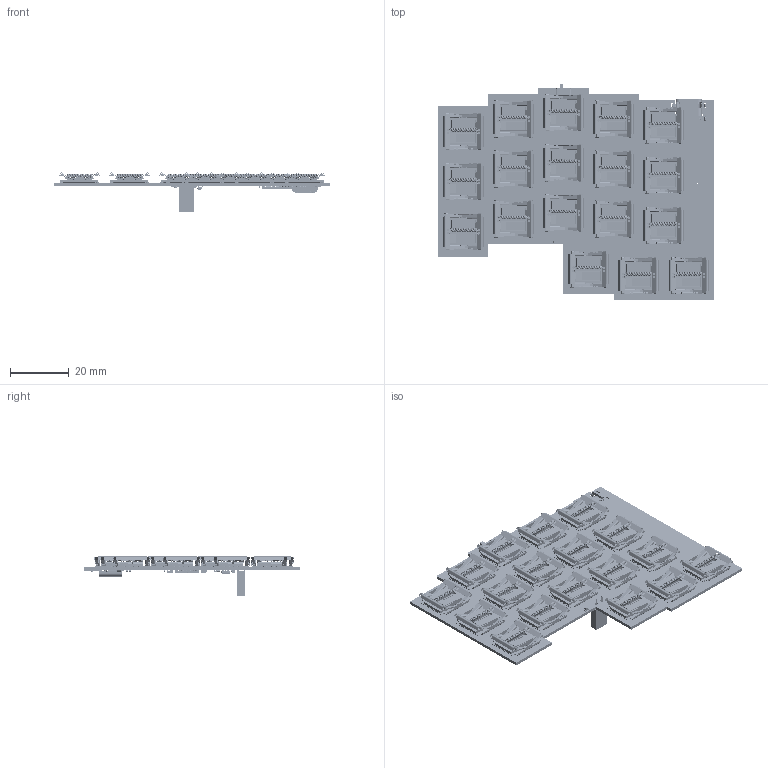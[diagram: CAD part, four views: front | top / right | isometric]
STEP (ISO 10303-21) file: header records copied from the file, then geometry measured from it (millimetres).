
FILE_DESCRIPTION(('KiCad electronic assembly'),'2;1');
FILE_NAME('left.step','2025-07-06T10:02:01',('Pcbnew'),('Kicad'), 'Open CASCADE STEP processor 7.9','KiCad to STEP converter','Unknown' );
FILE_SCHEMA(('AUTOMOTIVE_DESIGN { 1 0 10303 214 1 1 1 1 }'));
Length unit declared in the file: millimetre
Products named in the file (27): left 1; SW_MX6C-K3NB; Component1; Component2; Component3; Component4; Component5; SOLID; D_SOD-123; LED_0603_1608Metric; C_0603_1608Metric; SW-SMD_MSK12CO2; C_0402_1005Metric; PinSocket_1x02_P2.54mm_Vertical; Nordic_AQFN-73-1EP_7x7mm_P0.5mm; R_0402_1005Metric; L_0402_1005Metric; Crystal_SMD_3215-2Pin_3.2x1.5mm; L_0603_1608Metric; CON_TYPE-C-31-M-14; Shroud; Plastic Body & Connector; SOT-23; leptosis-left_PCB
Assembly tree (95 placements, depth 3):
  left 1
    SW_MX6C-K3NB  x18
      Component1
      Component2
      Component3
      Component4
      Component5
      SOLID
    D_SOD-123  x18
    LED_0603_1608Metric
    C_0603_1608Metric  x8
    SW-SMD_MSK12CO2
      SOLID
      SOLID
      SOLID
    C_0402_1005Metric  x15
    PinSocket_1x02_P2.54mm_Vertical
    Nordic_AQFN-73-1EP_7x7mm_P0.5mm
    R_0402_1005Metric  x12
    L_0402_1005Metric  x2
    Crystal_SMD_3215-2Pin_3.2x1.5mm
    L_0603_1608Metric  x2
    CON_TYPE-C-31-M-14
      Shroud
      Plastic Body & Connector
    SOT-23
    leptosis-left_PCB
Bounding box: 93.5 x 73.63 x 13.25 mm (x, y, z)
Volume: 7971.9 mm3; surface area: 28286.5 mm2
Topology: 212 solids, 212 shells, 13770 faces, 35140 edges, 21969 vertices
Faces by surface type: plane 9548, cylinder 3399, bspline 723, cone 64, torus 36
Full cylindrical faces by diameter (mm): 0.25 x73, 0.3 x1, 0.5 x1, 0.6 x2, 0.65 x2, 1 x2, 1.05 x54, 1.2 x72, 1.25 x17
Entity records: 74963 total; most frequent: CARTESIAN_POINT 15573, ORIENTED_EDGE 10276, DIRECTION 10217, EDGE_CURVE 5138, LINE 3899, VECTOR 3899, VERTEX_POINT 3246, AXIS2_PLACEMENT_3D 3159
